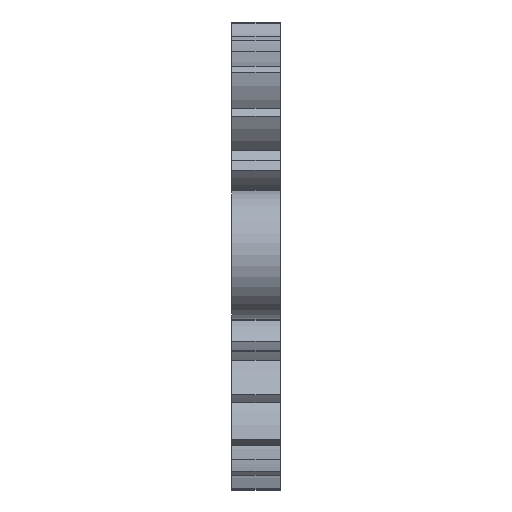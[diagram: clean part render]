
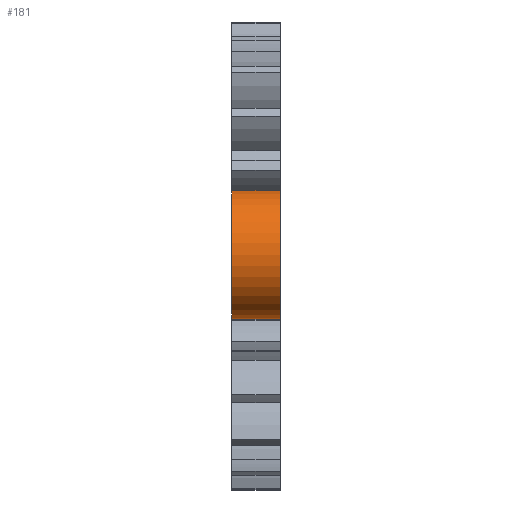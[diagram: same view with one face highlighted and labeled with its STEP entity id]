
A CAD part, top view. The second image highlights one B-rep face of the part: STEP entity #181.
In plain terms, the highlighted cylindrical face has radius 4 mm (diameter 8 mm), a partial arc.
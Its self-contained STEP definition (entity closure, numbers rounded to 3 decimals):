
#43 = CARTESIAN_POINT ( 'NONE',  ( 0., -4., 47.5 ) ) ;
#118 = VERTEX_POINT ( 'NONE', #1172 ) ;
#181 = ADVANCED_FACE ( 'NONE', ( #753 ), #2082, .T. ) ;
#257 = ORIENTED_EDGE ( 'NONE', *, *, #532, .T. ) ;
#303 = DIRECTION ( 'NONE',  ( 1., 0., 0. ) ) ;
#336 = AXIS2_PLACEMENT_3D ( 'NONE', #3041, #870, #2221 ) ;
#385 = VERTEX_POINT ( 'NONE', #773 ) ;
#532 = EDGE_CURVE ( 'NONE', #2273, #385, #857, .T. ) ;
#694 = ORIENTED_EDGE ( 'NONE', *, *, #1866, .F. ) ;
#753 = FACE_OUTER_BOUND ( 'NONE', #1194, .T. ) ;
#773 = CARTESIAN_POINT ( 'NONE',  ( 0., -4., 47.5 ) ) ;
#857 = CIRCLE ( 'NONE', #336, 4. ) ;
#870 = DIRECTION ( 'NONE',  ( 1., 0., 0. ) ) ;
#951 = DIRECTION ( 'NONE',  ( 0., 0., -1. ) ) ;
#985 = DIRECTION ( 'NONE',  ( 1., 0., 0. ) ) ;
#1025 = VERTEX_POINT ( 'NONE', #1497 ) ;
#1053 = LINE ( 'NONE', #2151, #1281 ) ;
#1172 = CARTESIAN_POINT ( 'NONE',  ( 3., 4., 47.5 ) ) ;
#1194 = EDGE_LOOP ( 'NONE', ( #2139, #694, #257, #2933 ) ) ;
#1281 = VECTOR ( 'NONE', #303, 1000. ) ;
#1353 = LINE ( 'NONE', #43, #2311 ) ;
#1377 = EDGE_CURVE ( 'NONE', #385, #1025, #1353, .T. ) ;
#1462 = CARTESIAN_POINT ( 'NONE',  ( 3., 0., 47.5 ) ) ;
#1497 = CARTESIAN_POINT ( 'NONE',  ( 3., -4., 47.5 ) ) ;
#1513 = CARTESIAN_POINT ( 'NONE',  ( 0., 0., 47.5 ) ) ;
#1732 = DIRECTION ( 'NONE',  ( 0., 0., -1. ) ) ;
#1866 = EDGE_CURVE ( 'NONE', #2273, #118, #1053, .T. ) ;
#2037 = DIRECTION ( 'NONE',  ( 1., 0., 0. ) ) ;
#2082 = CYLINDRICAL_SURFACE ( 'NONE', #3251, 4. ) ;
#2139 = ORIENTED_EDGE ( 'NONE', *, *, #2412, .F. ) ;
#2151 = CARTESIAN_POINT ( 'NONE',  ( 0., 4., 47.5 ) ) ;
#2219 = CARTESIAN_POINT ( 'NONE',  ( 0., 4., 47.5 ) ) ;
#2221 = DIRECTION ( 'NONE',  ( 0., 0., -1. ) ) ;
#2273 = VERTEX_POINT ( 'NONE', #2219 ) ;
#2311 = VECTOR ( 'NONE', #2441, 1000. ) ;
#2412 = EDGE_CURVE ( 'NONE', #118, #1025, #2651, .T. ) ;
#2441 = DIRECTION ( 'NONE',  ( 1., 0., 0. ) ) ;
#2541 = AXIS2_PLACEMENT_3D ( 'NONE', #1462, #2037, #1732 ) ;
#2651 = CIRCLE ( 'NONE', #2541, 4. ) ;
#2933 = ORIENTED_EDGE ( 'NONE', *, *, #1377, .T. ) ;
#3041 = CARTESIAN_POINT ( 'NONE',  ( 0., 0., 47.5 ) ) ;
#3251 = AXIS2_PLACEMENT_3D ( 'NONE', #1513, #985, #951 ) ;
